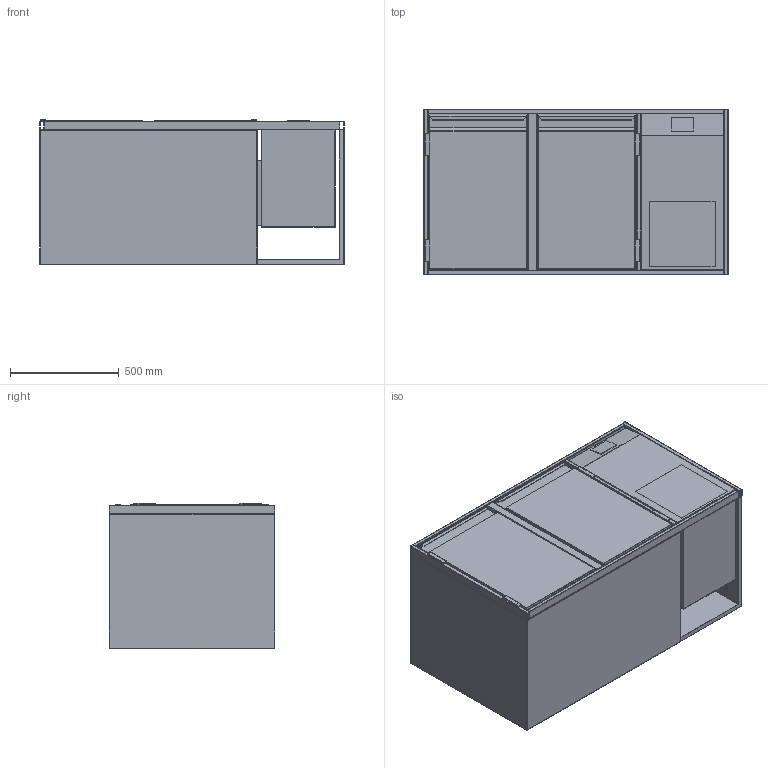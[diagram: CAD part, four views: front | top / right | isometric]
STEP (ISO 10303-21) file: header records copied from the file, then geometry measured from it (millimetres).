
FILE_DESCRIPTION (( 'STEP AP214' ), '1' );
FILE_NAME ('TKE-2-76-R-2T.step', '2024-11-06T14:57:23', ( '' ), ( '' ), 'SwSTEP 2.0', 'SolidWorks 2023', '' );
FILE_SCHEMA (( 'AUTOMOTIVE_DESIGN' ));
Length unit declared in the file: millimetre
Products named in the file (11): 24-01-54902_TK-TUER-445-705-R; 24-02-55011_G-TK-Fach-S-R-400-660-760; 20-03-43331_G-KT-Auflage-400-660-Ohne-Rost; 24-01-54896_G-TK-Rahmen-Tür-460-760; 24-01-54895_G-TK-Einbauelement-Tür-460-660-760-R; 24-01-54902_TK-TUER-445-705-L; 23-10-54612_G-TK-Korpus-1000-660-760-R; 20-03-43331_G-KT-Auflage-400-660-mit-Rost; 24-01-54895_G-TK-Einbauelement-Tür-460-660-760-L; TKE-2-76-R-2T; 21-11-50307_G-TK-FRR-760-1400--1000B-400
Assembly tree (15 placements, depth 3):
  TKE-2-76-R-2T
    23-10-54612_G-TK-Korpus-1000-660-760-R
    21-11-50307_G-TK-FRR-760-1400--1000B-400
    24-02-55011_G-TK-Fach-S-R-400-660-760
    24-01-54895_G-TK-Einbauelement-Tür-460-660-760-L
      24-01-54896_G-TK-Rahmen-Tür-460-760
      24-01-54902_TK-TUER-445-705-L
      20-03-43331_G-KT-Auflage-400-660-Ohne-Rost  x2
      20-03-43331_G-KT-Auflage-400-660-mit-Rost
    24-01-54895_G-TK-Einbauelement-Tür-460-660-760-R
      24-01-54896_G-TK-Rahmen-Tür-460-760
      24-01-54902_TK-TUER-445-705-R
      20-03-43331_G-KT-Auflage-400-660-Ohne-Rost  x2
      20-03-43331_G-KT-Auflage-400-660-mit-Rost
Bounding box: 1401 x 760 x 667.5 mm (x, y, z)
Volume: 207889193.2 mm3; surface area: 14444509.5 mm2
Topology: 31 solids, 31 shells, 1703 faces, 4518 edges, 2860 vertices
Faces by surface type: cylinder 1024, plane 583, sphere 34, torus 32, bspline 30
Entity records: 36062 total; most frequent: CARTESIAN_POINT 6925, DIRECTION 6201, ORIENTED_EDGE 5758, EDGE_CURVE 2879, AXIS2_PLACEMENT_3D 2310, VERTEX_POINT 1822, LINE 1581, VECTOR 1581
